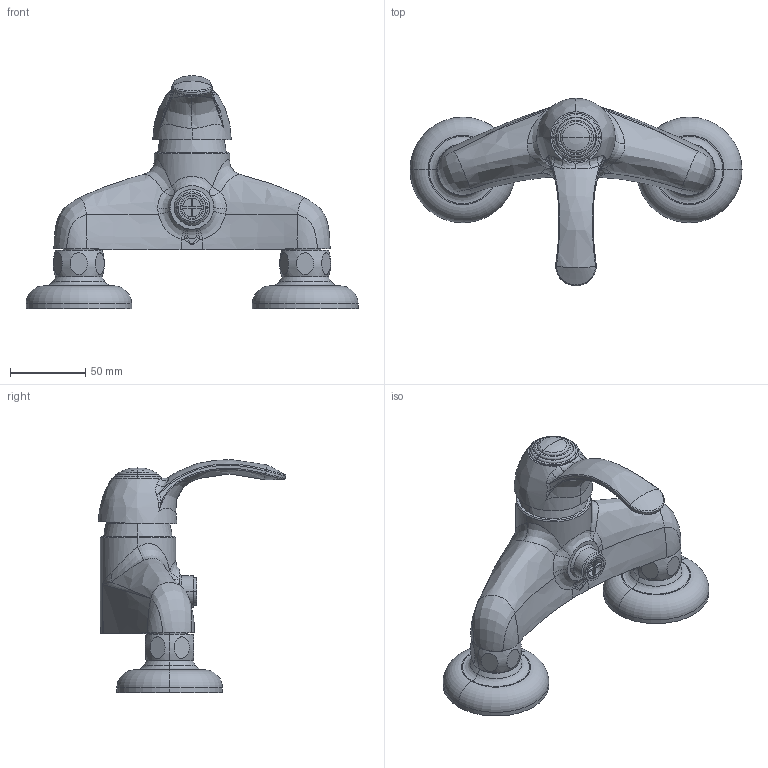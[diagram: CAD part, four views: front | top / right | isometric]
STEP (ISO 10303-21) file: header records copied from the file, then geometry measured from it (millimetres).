
FILE_DESCRIPTION((''),'2;1');
FILE_NAME('FA168CR','2021-11-10T09:05:52',('ut3'),('PAFFONI SpA'),'CREO PARAMETRIC BY PTC INC, 2020044','CREO PARAMETRIC BY PTC INC, 2020044','');
FILE_SCHEMA(('CONFIG_CONTROL_DESIGN','SHAPE_APPEARANCE_LAYERS_GROUPS'));
Products named in the file (1): FA168CR
Bounding box: 220 x 124.22 x 154.41 mm (x, y, z)
Volume: 211383.4 mm3; surface area: 145671.2 mm2
Topology: 3 solids, 7 shells, 1506 faces, 3966 edges, 2510 vertices
Faces by surface type: plane 738, cylinder 394, torus 151, bspline 114, cone 84, sphere 21, extrusion 4
Entity records: 70529 total; most frequent: CARTESIAN_POINT 22582, ORIENTED_EDGE 7886, DIRECTION 7465, EDGE_CURVE 3943, AXIS2_PLACEMENT_3D 2822, VERTEX_POINT 2510, VECTOR 1821, LINE 1817
